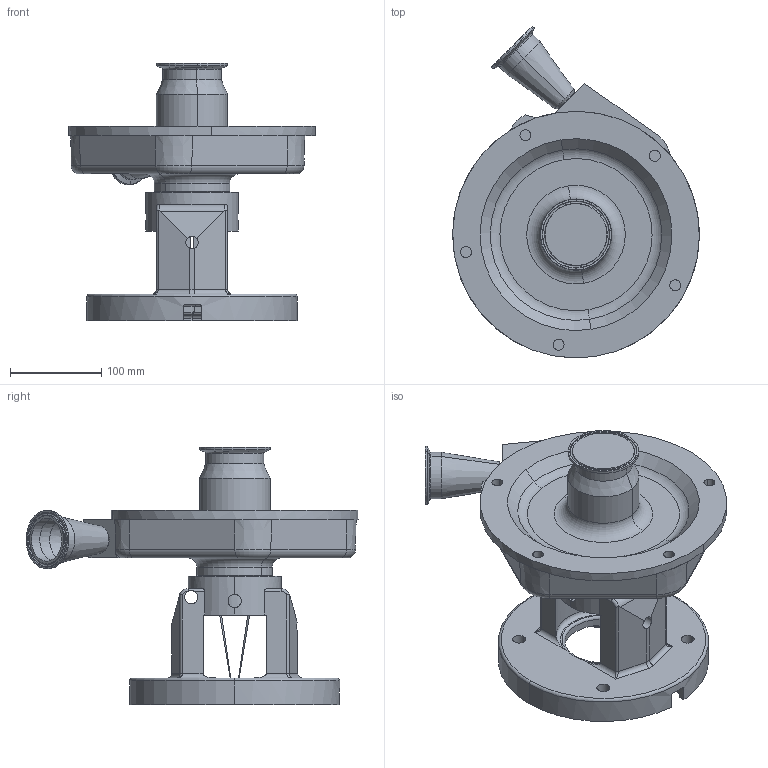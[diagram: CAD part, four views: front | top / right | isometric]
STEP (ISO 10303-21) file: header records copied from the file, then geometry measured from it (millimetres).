
FILE_DESCRIPTION (( 'STEP AP214' ), '1' );
FILE_NAME ('FPX 741-742 180TC 45L.STEP', '2022-12-16T17:51:42', ( '' ), ( '' ), 'SwSTEP 2.0', 'SolidWorks 2021', '' );
FILE_SCHEMA (( 'AUTOMOTIVE_DESIGN' ));
Length unit declared in the file: millimetre
Products named in the file (2): FPX 741-742 180TC 45L; FPX 740 180TC 45L^1275000080.STEP
Assembly tree (1 placements, depth 2):
  FPX 741-742 180TC 45L
    FPX 740 180TC 45L^1275000080.STEP
Bounding box: 269.96 x 363.35 x 281.5 mm (x, y, z)
Volume: 3812511.4 mm3; surface area: 473349.9 mm2
Topology: 1 solids, 2 shells, 361 faces, 880 edges, 519 vertices
Faces by surface type: cylinder 140, torus 94, plane 68, cone 37, bspline 13, sphere 9
Entity records: 17415 total; most frequent: CARTESIAN_POINT 8819, DIRECTION 1934, ORIENTED_EDGE 1740, EDGE_CURVE 870, AXIS2_PLACEMENT_3D 816, VERTEX_POINT 517, CIRCLE 464, EDGE_LOOP 391
